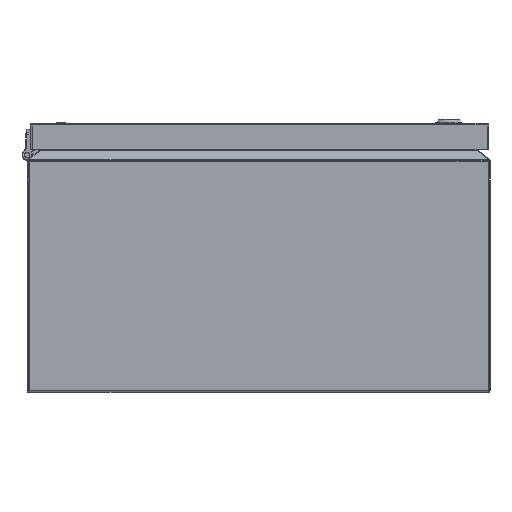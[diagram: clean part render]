
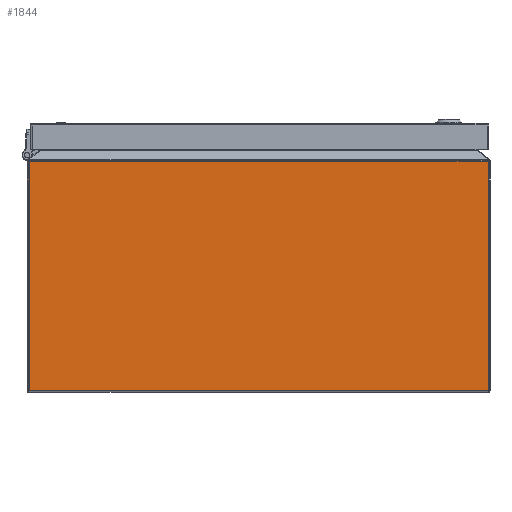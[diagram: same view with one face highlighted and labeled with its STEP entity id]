
A CAD part, front view. The second image highlights one B-rep face of the part: STEP entity #1844.
In plain terms, the highlighted planar face has unit normal (0, -1, 0).
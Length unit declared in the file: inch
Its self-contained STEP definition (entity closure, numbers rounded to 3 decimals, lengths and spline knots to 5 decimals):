
#1844 = ADVANCED_FACE ( 'NONE', ( #21475 ), #53097, .F. ) ;
#2804 = VECTOR ( 'NONE', #18679, 39.37008 ) ;
#18679 = DIRECTION ( 'NONE',  ( 0., 0., -1. ) ) ;
#20273 = VECTOR ( 'NONE', #147072, 39.37008 ) ;
#21475 = FACE_OUTER_BOUND ( 'NONE', #39884, .T. ) ;
#31265 = CARTESIAN_POINT ( 'NONE',  ( -7.03, -8.06, 7.03236 ) ) ;
#39884 = EDGE_LOOP ( 'NONE', ( #40914, #179503, #139920, #199077 ) ) ;
#40914 = ORIENTED_EDGE ( 'NONE', *, *, #200996, .F. ) ;
#53097 = PLANE ( 'NONE',  #69166 ) ;
#56056 = DIRECTION ( 'NONE',  ( -1., 0., 0. ) ) ;
#66087 = CARTESIAN_POINT ( 'NONE',  ( 6.97, -8.06, 0.05 ) ) ;
#69166 = AXIS2_PLACEMENT_3D ( 'NONE', #116139, #192296, #56056 ) ;
#74077 = EDGE_CURVE ( 'NONE', #108678, #85635, #121666, .T. ) ;
#82766 = CARTESIAN_POINT ( 'NONE',  ( -7.03, -8.06, 0.05 ) ) ;
#85635 = VERTEX_POINT ( 'NONE', #31265 ) ;
#88053 = LINE ( 'NONE', #192752, #20273 ) ;
#92179 = CARTESIAN_POINT ( 'NONE',  ( -7.03, -8.06, 7.03236 ) ) ;
#102565 = CARTESIAN_POINT ( 'NONE',  ( 6.97, -8.06, 7.03236 ) ) ;
#108678 = VERTEX_POINT ( 'NONE', #102565 ) ;
#108932 = VECTOR ( 'NONE', #183655, 39.37008 ) ;
#113787 = CARTESIAN_POINT ( 'NONE',  ( -7.03, -8.06, 0.05 ) ) ;
#116139 = CARTESIAN_POINT ( 'NONE',  ( -7.03, -8.06, 7.05594 ) ) ;
#121666 = LINE ( 'NONE', #92179, #108932 ) ;
#124512 = CARTESIAN_POINT ( 'NONE',  ( 6.97, -8.06, 7.05594 ) ) ;
#132057 = VERTEX_POINT ( 'NONE', #66087 ) ;
#139920 = ORIENTED_EDGE ( 'NONE', *, *, #172614, .T. ) ;
#141315 = VECTOR ( 'NONE', #187943, 39.37008 ) ;
#147072 = DIRECTION ( 'NONE',  ( 0., 0., -1. ) ) ;
#155051 = VERTEX_POINT ( 'NONE', #82766 ) ;
#172614 = EDGE_CURVE ( 'NONE', #85635, #155051, #88053, .T. ) ;
#179503 = ORIENTED_EDGE ( 'NONE', *, *, #74077, .T. ) ;
#183655 = DIRECTION ( 'NONE',  ( -1., 0., 0. ) ) ;
#187502 = LINE ( 'NONE', #124512, #2804 ) ;
#187943 = DIRECTION ( 'NONE',  ( 1., 0., 0. ) ) ;
#190951 = LINE ( 'NONE', #113787, #141315 ) ;
#192296 = DIRECTION ( 'NONE',  ( 0., 1., 0. ) ) ;
#192752 = CARTESIAN_POINT ( 'NONE',  ( -7.03, -8.06, 7.05594 ) ) ;
#195357 = EDGE_CURVE ( 'NONE', #155051, #132057, #190951, .T. ) ;
#199077 = ORIENTED_EDGE ( 'NONE', *, *, #195357, .T. ) ;
#200996 = EDGE_CURVE ( 'NONE', #108678, #132057, #187502, .T. ) ;
